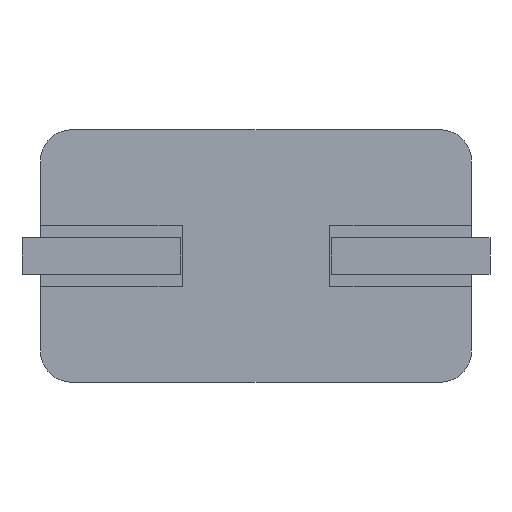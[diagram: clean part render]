
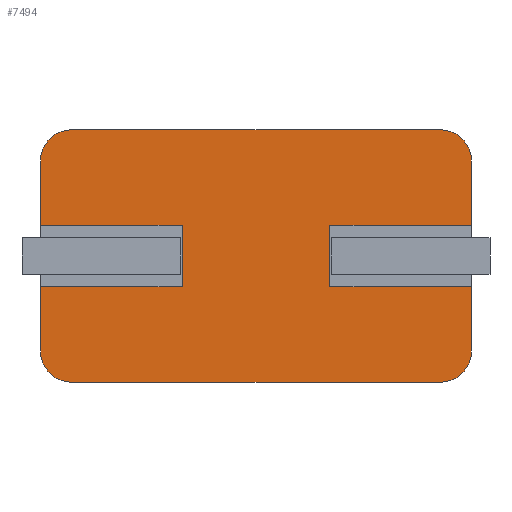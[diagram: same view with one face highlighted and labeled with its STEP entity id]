
A CAD part, front view. The second image highlights one B-rep face of the part: STEP entity #7494.
In plain terms, the highlighted planar face has unit normal (0, -1, 0).
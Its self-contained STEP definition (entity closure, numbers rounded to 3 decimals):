
#227 = FACE_OUTER_BOUND ( 'NONE', #367, .T. ) ;
#367 = EDGE_LOOP ( 'NONE', ( #5913, #2683, #2684, #5681, #5912, #3259, #3271, #3275, #3272, #3263, #3262, #3273, #3261, #3250, #3245, #3270 ) ) ;
#451 = EDGE_CURVE ( 'NONE', #7423, #7359, #7081, .T. ) ;
#453 = EDGE_CURVE ( 'NONE', #7350, #7326, #7084, .T. ) ;
#454 = EDGE_CURVE ( 'NONE', #7363, #7364, #7087, .T. ) ;
#455 = EDGE_CURVE ( 'NONE', #7411, #7403, #7086, .T. ) ;
#456 = EDGE_CURVE ( 'NONE', #7350, #7325, #7090, .T. ) ;
#459 = EDGE_CURVE ( 'NONE', #7423, #7315, #7091, .T. ) ;
#461 = EDGE_CURVE ( 'NONE', #7346, #7326, #7093, .T. ) ;
#601 = AXIS2_PLACEMENT_3D ( 'NONE', #2493, #2458, #2463 ) ;
#602 = AXIS2_PLACEMENT_3D ( 'NONE', #2434, #2433, #2479 ) ;
#603 = AXIS2_PLACEMENT_3D ( 'NONE', #2775, #2765, #2778 ) ;
#632 = AXIS2_PLACEMENT_3D ( 'NONE', #1017, #1018, #1019 ) ;
#943 = CARTESIAN_POINT ( 'NONE',  ( 3.5, 0., -2.05 ) ) ;
#944 = DIRECTION ( 'NONE',  ( 0., 0., -1. ) ) ;
#945 = CARTESIAN_POINT ( 'NONE',  ( 1.2, 0., 0.5 ) ) ;
#946 = DIRECTION ( 'NONE',  ( 1., 0., 0. ) ) ;
#947 = CARTESIAN_POINT ( 'NONE',  ( 1.2, 0., 0.5 ) ) ;
#948 = DIRECTION ( 'NONE',  ( 0., 0., 1. ) ) ;
#949 = CARTESIAN_POINT ( 'NONE',  ( -3.5, 0., -2.05 ) ) ;
#950 = DIRECTION ( 'NONE',  ( -1., 0., 0. ) ) ;
#951 = CARTESIAN_POINT ( 'NONE',  ( 3.5, 0., -2.05 ) ) ;
#952 = DIRECTION ( 'NONE',  ( 0., 0., -1. ) ) ;
#1017 = CARTESIAN_POINT ( 'NONE',  ( 2.992, 0., 1.542 ) ) ;
#1018 = DIRECTION ( 'NONE',  ( 0., -1., 0. ) ) ;
#1019 = DIRECTION ( 'NONE',  ( 0., 0., 1. ) ) ;
#1112 = CARTESIAN_POINT ( 'NONE',  ( -1.2, 0., -0.5 ) ) ;
#1128 = CARTESIAN_POINT ( 'NONE',  ( -2.992, 0., -2.05 ) ) ;
#1131 = CARTESIAN_POINT ( 'NONE',  ( 1.2, 0., 0.5 ) ) ;
#1135 = CARTESIAN_POINT ( 'NONE',  ( 2.992, 0., 2.05 ) ) ;
#1136 = CARTESIAN_POINT ( 'NONE',  ( -3.5, 0., 1.542 ) ) ;
#1150 = CARTESIAN_POINT ( 'NONE',  ( -3.5, 0., 0.5 ) ) ;
#1154 = CARTESIAN_POINT ( 'NONE',  ( -2.992, 0., 2.05 ) ) ;
#1162 = CARTESIAN_POINT ( 'NONE',  ( -3.5, 0., -0.5 ) ) ;
#1165 = CARTESIAN_POINT ( 'NONE',  ( 3.5, 0., -0.5 ) ) ;
#1166 = CARTESIAN_POINT ( 'NONE',  ( 1.2, 0., -0.5 ) ) ;
#1169 = CARTESIAN_POINT ( 'NONE',  ( -1.2, 0., 0.5 ) ) ;
#1170 = CARTESIAN_POINT ( 'NONE',  ( 3.5, 0., 0.5 ) ) ;
#1187 = CARTESIAN_POINT ( 'NONE',  ( 3.5, 0., -1.542 ) ) ;
#1190 = CARTESIAN_POINT ( 'NONE',  ( 2.992, 0., -2.05 ) ) ;
#1199 = CARTESIAN_POINT ( 'NONE',  ( -3.5, 0., -1.542 ) ) ;
#2014 = CARTESIAN_POINT ( 'NONE',  ( -1.2, 0., 0.5 ) ) ;
#2015 = DIRECTION ( 'NONE',  ( 0., 0., -1. ) ) ;
#2090 = CARTESIAN_POINT ( 'NONE',  ( -3.5, 0., -0.5 ) ) ;
#2091 = DIRECTION ( 'NONE',  ( -1., 0., 0. ) ) ;
#2139 = CARTESIAN_POINT ( 'NONE',  ( -3.5, 0., 0.5 ) ) ;
#2140 = DIRECTION ( 'NONE',  ( 1., 0., 0. ) ) ;
#2433 = DIRECTION ( 'NONE',  ( 0., -1., 0. ) ) ;
#2434 = CARTESIAN_POINT ( 'NONE',  ( 2.992, 0., -1.542 ) ) ;
#2452 = DIRECTION ( 'NONE',  ( 1., 0., 0. ) ) ;
#2453 = DIRECTION ( 'NONE',  ( 0., 0., 1. ) ) ;
#2454 = CARTESIAN_POINT ( 'NONE',  ( -3.5, 0., -2.05 ) ) ;
#2458 = DIRECTION ( 'NONE',  ( 0., -1., 0. ) ) ;
#2462 = CARTESIAN_POINT ( 'NONE',  ( 1.2, 0., -0.5 ) ) ;
#2463 = DIRECTION ( 'NONE',  ( 0., 0., 1. ) ) ;
#2464 = CARTESIAN_POINT ( 'NONE',  ( -3.5, 0., 2.05 ) ) ;
#2479 = DIRECTION ( 'NONE',  ( 0., 0., 1. ) ) ;
#2487 = DIRECTION ( 'NONE',  ( -1., 0., 0. ) ) ;
#2493 = CARTESIAN_POINT ( 'NONE',  ( -2.992, 0., 1.542 ) ) ;
#2683 = ORIENTED_EDGE ( 'NONE', *, *, #459, .T. ) ;
#2684 = ORIENTED_EDGE ( 'NONE', *, *, #6361, .F. ) ;
#2764 = DIRECTION ( 'NONE',  ( 0., 0., 1. ) ) ;
#2765 = DIRECTION ( 'NONE',  ( 0., -1., 0. ) ) ;
#2775 = CARTESIAN_POINT ( 'NONE',  ( -2.992, 0., -1.542 ) ) ;
#2778 = DIRECTION ( 'NONE',  ( 0., 0., 1. ) ) ;
#2784 = CARTESIAN_POINT ( 'NONE',  ( -3.5, 0., -2.05 ) ) ;
#3245 = ORIENTED_EDGE ( 'NONE', *, *, #6038, .T. ) ;
#3250 = ORIENTED_EDGE ( 'NONE', *, *, #6140, .T. ) ;
#3259 = ORIENTED_EDGE ( 'NONE', *, *, #454, .T. ) ;
#3261 = ORIENTED_EDGE ( 'NONE', *, *, #461, .F. ) ;
#3262 = ORIENTED_EDGE ( 'NONE', *, *, #456, .F. ) ;
#3263 = ORIENTED_EDGE ( 'NONE', *, *, #6370, .T. ) ;
#3270 = ORIENTED_EDGE ( 'NONE', *, *, #6092, .T. ) ;
#3271 = ORIENTED_EDGE ( 'NONE', *, *, #6360, .T. ) ;
#3272 = ORIENTED_EDGE ( 'NONE', *, *, #6356, .F. ) ;
#3273 = ORIENTED_EDGE ( 'NONE', *, *, #453, .T. ) ;
#3275 = ORIENTED_EDGE ( 'NONE', *, *, #6358, .T. ) ;
#3836 = PLANE ( 'NONE',  #5465 ) ;
#3855 = CARTESIAN_POINT ( 'NONE',  ( -3.5, 0., 2.05 ) ) ;
#3856 = DIRECTION ( 'NONE',  ( 0., 1., 0. ) ) ;
#3857 = DIRECTION ( 'NONE',  ( 0., 0., 1. ) ) ;
#5111 = CARTESIAN_POINT ( 'NONE',  ( 3.5, 0., 1.542 ) ) ;
#5465 = AXIS2_PLACEMENT_3D ( 'NONE', #3855, #3856, #3857 ) ;
#5681 = ORIENTED_EDGE ( 'NONE', *, *, #455, .T. ) ;
#5912 = ORIENTED_EDGE ( 'NONE', *, *, #6363, .F. ) ;
#5913 = ORIENTED_EDGE ( 'NONE', *, *, #451, .F. ) ;
#6038 = EDGE_CURVE ( 'NONE', #7369, #7300, #6733, .T. ) ;
#6092 = EDGE_CURVE ( 'NONE', #7300, #7359, #6786, .T. ) ;
#6140 = EDGE_CURVE ( 'NONE', #7346, #7369, #6829, .T. ) ;
#6356 = EDGE_CURVE ( 'NONE', #7598, #7371, #6553, .T. ) ;
#6358 = EDGE_CURVE ( 'NONE', #7319, #7371, #6557, .T. ) ;
#6360 = EDGE_CURVE ( 'NONE', #7364, #7319, #6559, .T. ) ;
#6361 = EDGE_CURVE ( 'NONE', #7411, #7315, #6561, .T. ) ;
#6363 = EDGE_CURVE ( 'NONE', #7363, #7403, #6563, .T. ) ;
#6370 = EDGE_CURVE ( 'NONE', #7598, #7325, #6567, .T. ) ;
#6553 = LINE ( 'NONE', #943, #6558 ) ;
#6557 = LINE ( 'NONE', #945, #6560 ) ;
#6558 = VECTOR ( 'NONE', #944, 1000. ) ;
#6559 = LINE ( 'NONE', #947, #6562 ) ;
#6560 = VECTOR ( 'NONE', #946, 1000. ) ;
#6561 = LINE ( 'NONE', #949, #6564 ) ;
#6562 = VECTOR ( 'NONE', #948, 1000. ) ;
#6563 = LINE ( 'NONE', #951, #6566 ) ;
#6564 = VECTOR ( 'NONE', #950, 1000. ) ;
#6566 = VECTOR ( 'NONE', #952, 1000. ) ;
#6567 = CIRCLE ( 'NONE', #632, 0.508 ) ;
#6733 = LINE ( 'NONE', #2014, #6736 ) ;
#6736 = VECTOR ( 'NONE', #2015, 1000. ) ;
#6786 = LINE ( 'NONE', #2090, #6789 ) ;
#6789 = VECTOR ( 'NONE', #2091, 1000. ) ;
#6829 = LINE ( 'NONE', #2139, #6832 ) ;
#6832 = VECTOR ( 'NONE', #2140, 1000. ) ;
#7081 = LINE ( 'NONE', #2454, #7085 ) ;
#7084 = CIRCLE ( 'NONE', #601, 0.508 ) ;
#7085 = VECTOR ( 'NONE', #2453, 1000. ) ;
#7086 = CIRCLE ( 'NONE', #602, 0.508 ) ;
#7087 = LINE ( 'NONE', #2462, #7089 ) ;
#7089 = VECTOR ( 'NONE', #2487, 1000. ) ;
#7090 = LINE ( 'NONE', #2464, #7092 ) ;
#7091 = CIRCLE ( 'NONE', #603, 0.508 ) ;
#7092 = VECTOR ( 'NONE', #2452, 1000. ) ;
#7093 = LINE ( 'NONE', #2784, #7094 ) ;
#7094 = VECTOR ( 'NONE', #2764, 1000. ) ;
#7300 = VERTEX_POINT ( 'NONE', #1112 ) ;
#7315 = VERTEX_POINT ( 'NONE', #1128 ) ;
#7319 = VERTEX_POINT ( 'NONE', #1131 ) ;
#7325 = VERTEX_POINT ( 'NONE', #1135 ) ;
#7326 = VERTEX_POINT ( 'NONE', #1136 ) ;
#7346 = VERTEX_POINT ( 'NONE', #1150 ) ;
#7350 = VERTEX_POINT ( 'NONE', #1154 ) ;
#7359 = VERTEX_POINT ( 'NONE', #1162 ) ;
#7363 = VERTEX_POINT ( 'NONE', #1165 ) ;
#7364 = VERTEX_POINT ( 'NONE', #1166 ) ;
#7369 = VERTEX_POINT ( 'NONE', #1169 ) ;
#7371 = VERTEX_POINT ( 'NONE', #1170 ) ;
#7403 = VERTEX_POINT ( 'NONE', #1187 ) ;
#7411 = VERTEX_POINT ( 'NONE', #1190 ) ;
#7423 = VERTEX_POINT ( 'NONE', #1199 ) ;
#7494 = ADVANCED_FACE ( 'NONE', ( #227 ), #3836, .F. ) ;
#7598 = VERTEX_POINT ( 'NONE', #5111 ) ;
